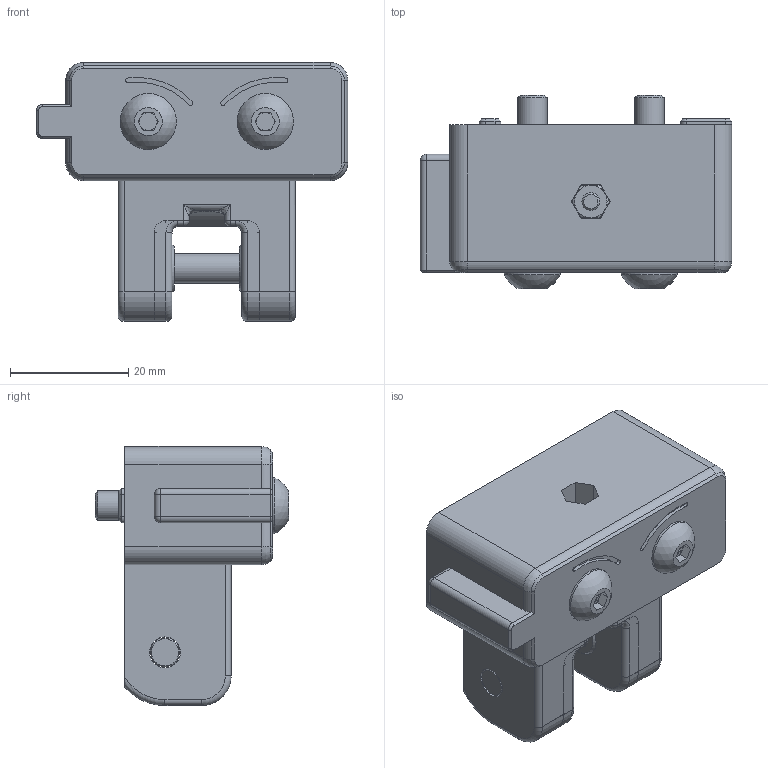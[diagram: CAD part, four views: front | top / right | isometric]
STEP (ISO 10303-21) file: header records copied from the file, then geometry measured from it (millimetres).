
FILE_DESCRIPTION(/* description */ (''),/* implementation_level */ '2;1');
FILE_NAME(/* name */ 'z_Idler_pinned.step',/* time_stamp */ '2022-05-15T08:11:32-07:00',/* author */ (''),/* organization */ (''),/* preprocessor_version */ 'ST-DEVELOPER v18.1',/* originating_system */ 'Autodesk Translation Framework v10.14.0.1471',/* authorisation */ '');
FILE_SCHEMA (('AUTOMOTIVE_DESIGN { 1 0 10303 214 3 1 1 }'));
Length unit declared in the file: millimetre
Products named in the file (6): (Unsaved); Z Tensioner 9mm; Z Tensioner 6mm; M5x30 BHCS (1); M3 Hexnut; M3x16 SHCS
Assembly tree (6 placements, depth 2):
  (Unsaved)
    Z Tensioner 9mm
    Z Tensioner 6mm
    M5x30 BHCS (1)  x2
    M3 Hexnut
    M3x16 SHCS
Bounding box: 52.7 x 32.75 x 43.83 mm (x, y, z)
Volume: 38509.9 mm3; surface area: 17439.9 mm2
Topology: 8 solids, 8 shells, 477 faces, 1124 edges, 641 vertices
Faces by surface type: cylinder 164, plane 164, torus 50, bspline 46, cone 41, sphere 12
Full cylindrical faces by diameter (mm): 3 x2, 3.2 x1, 3.4 x2, 5 x3, 5.2 x4, 5.4 x2, 5.5 x1, 6 x2, 9.5 x2
Entity records: 15305 total; most frequent: CARTESIAN_POINT 4836, DIRECTION 2243, ORIENTED_EDGE 2094, EDGE_CURVE 1047, AXIS2_PLACEMENT_3D 870, VERTEX_POINT 615, LINE 503, VECTOR 503
